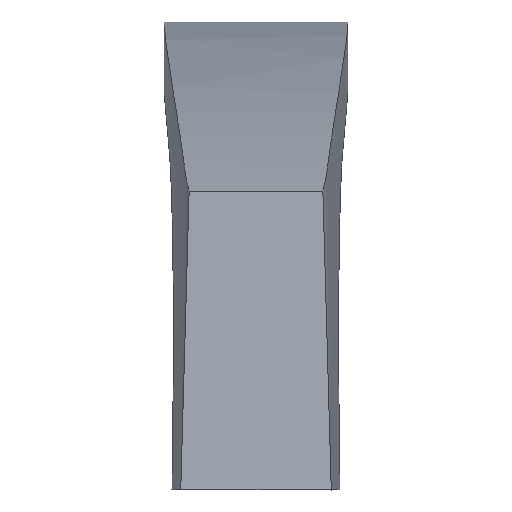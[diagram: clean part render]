
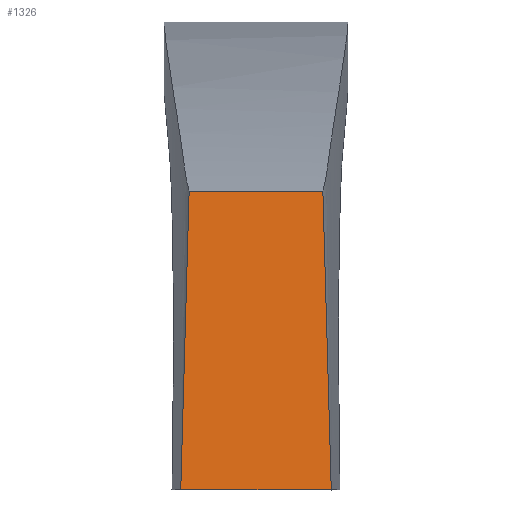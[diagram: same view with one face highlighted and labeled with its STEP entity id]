
A CAD part, left-side view. The second image highlights one B-rep face of the part: STEP entity #1326.
In plain terms, the highlighted free-form (B-spline) face has degree [1, 1] with [2, 2] control points.
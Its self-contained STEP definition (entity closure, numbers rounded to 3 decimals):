
#1098=CARTESIAN_POINT('',(-59.5,4.,17.882));
#1099=VERTEX_POINT('',#1098);
#1191=CARTESIAN_POINT('',(-59.5,-4.,17.882));
#1192=VERTEX_POINT('',#1191);
#1193=CARTESIAN_POINT('',(-59.5,4.,17.882));
#1194=CARTESIAN_POINT('',(-59.5,-4.,17.882));
#1195=QUASI_UNIFORM_CURVE('',1,(#1193,#1194),.UNSPECIFIED.,.F.,.U.);
#1196=EDGE_CURVE('',#1099,#1192,#1195,.T.);
#1299=CARTESIAN_POINT('',(-59.425,-4.95,18.775));
#1300=CARTESIAN_POINT('',(-61.075,-4.95,-0.893));
#1301=CARTESIAN_POINT('',(-59.425,4.95,18.775));
#1302=CARTESIAN_POINT('',(-61.075,4.95,-0.893));
#1303=B_SPLINE_SURFACE_WITH_KNOTS('',1,1,((#1299,#1301),(#1300,#1302)),.UNSPECIFIED.,.F.,.F.,.U.,(2,2),(2,2),(0.0,19.737),(0.0,9.899),.UNSPECIFIED.);
#1304=ORIENTED_EDGE('',*,*,#1196,.F.);
#1305=CARTESIAN_POINT('',(-61.0,4.5,0.));
#1306=VERTEX_POINT('',#1305);
#1307=CARTESIAN_POINT('',(-61.0,4.5,0.));
#1308=CARTESIAN_POINT('',(-59.5,4.,17.882));
#1309=QUASI_UNIFORM_CURVE('',1,(#1307,#1308),.UNSPECIFIED.,.F.,.U.);
#1310=EDGE_CURVE('',#1306,#1099,#1309,.T.);
#1311=ORIENTED_EDGE('',*,*,#1310,.F.);
#1312=CARTESIAN_POINT('',(-61.0,-4.5,0.));
#1313=VERTEX_POINT('',#1312);
#1314=CARTESIAN_POINT('',(-61.0,-4.5,0.));
#1315=CARTESIAN_POINT('',(-61.0,4.5,0.));
#1316=QUASI_UNIFORM_CURVE('',1,(#1314,#1315),.UNSPECIFIED.,.F.,.U.);
#1317=EDGE_CURVE('',#1313,#1306,#1316,.T.);
#1318=ORIENTED_EDGE('',*,*,#1317,.F.);
#1319=CARTESIAN_POINT('',(-59.5,-4.,17.882));
#1320=CARTESIAN_POINT('',(-61.0,-4.5,0.));
#1321=QUASI_UNIFORM_CURVE('',1,(#1319,#1320),.UNSPECIFIED.,.F.,.U.);
#1322=EDGE_CURVE('',#1192,#1313,#1321,.T.);
#1323=ORIENTED_EDGE('',*,*,#1322,.F.);
#1324=EDGE_LOOP('',(#1304,#1311,#1318,#1323));
#1325=FACE_OUTER_BOUND('',#1324,.T.);
#1326=ADVANCED_FACE('',(#1325),#1303,.F.);
